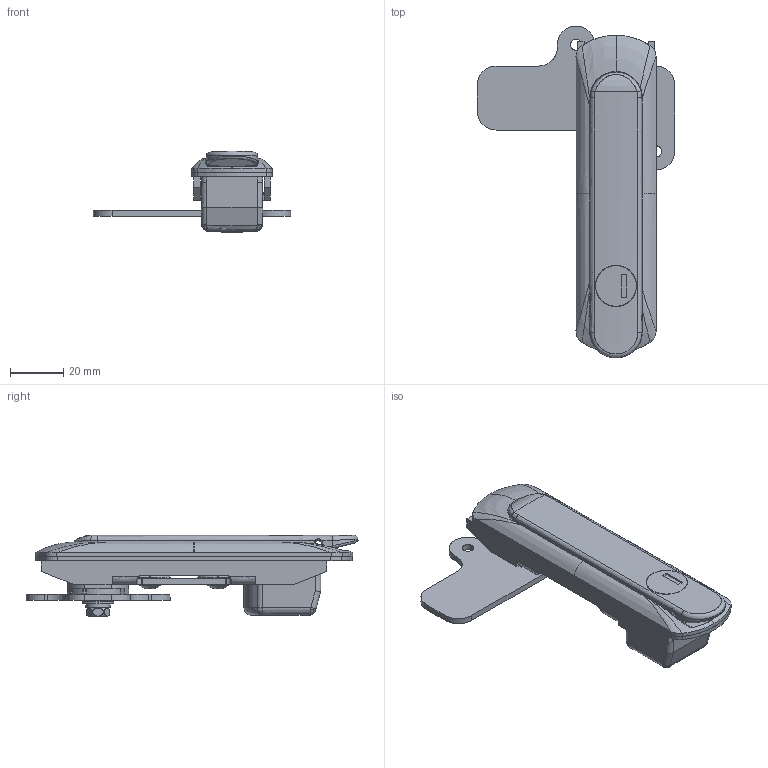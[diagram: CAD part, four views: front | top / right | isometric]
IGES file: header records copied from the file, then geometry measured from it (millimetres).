
Start section: SolidWorks IGES file using analytic representation for surfaces
Global section: file name: A-464-C-2-1-TAK60.IGS,15; native system: HSolidWorks 2012; preprocessor: SolidWorks 2012; author: 1337yo; date: 160323.111939; units: millimetre
Bounding box: 74 x 124.5 x 30.6 mm (x, y, z)
Surface area: 41012.2 mm2 (no closed solid volume)
Topology: 0 solids, 0 shells, 532 faces, 7084 edges, 7078 vertices
Faces by surface type: bspline 293, revolution 239
